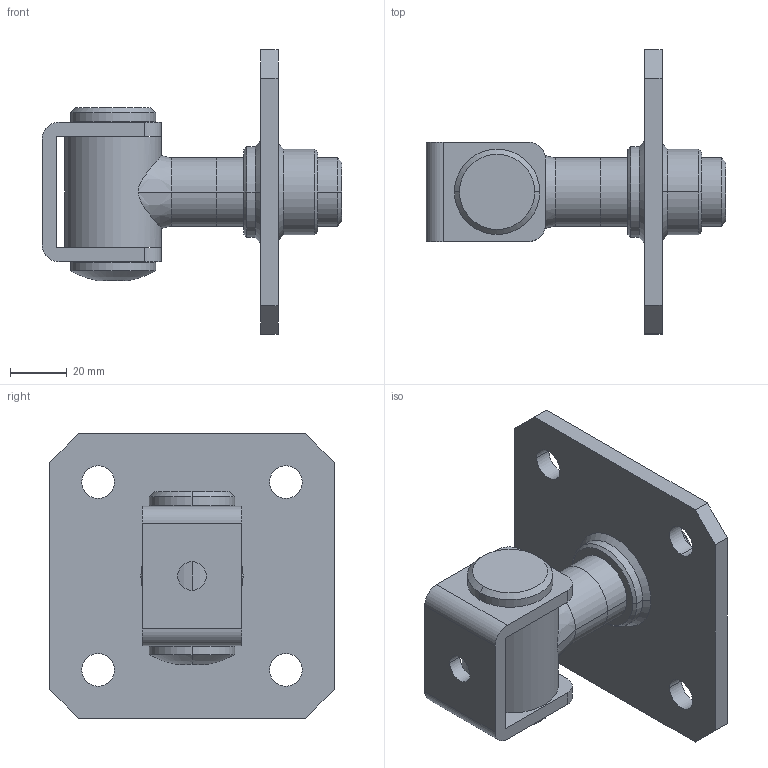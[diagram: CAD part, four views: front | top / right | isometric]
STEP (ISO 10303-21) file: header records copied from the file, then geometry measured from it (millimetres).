
FILE_DESCRIPTION((''),'2;1');
FILE_NAME('585','2022-02-04T12:07:58',('Gogel'),('Gerresheimer Regensburg GmbH'),'CREO PARAMETRIC BY PTC INC, 2018420','CREO PARAMETRIC BY PTC INC, 2018420','');
FILE_SCHEMA(('CONFIG_CONTROL_DESIGN'));
Length unit declared in the file: millimetre
Products named in the file (1): 585
Bounding box: 105.5 x 100 x 100 mm (x, y, z)
Volume: 151034.6 mm3; surface area: 54734.7 mm2
Topology: 4 solids, 5 shells, 95 faces, 236 edges, 165 vertices
Faces by surface type: cylinder 42, plane 37, cone 14, sphere 2
Entity records: 2984 total; most frequent: CARTESIAN_POINT 557, DIRECTION 538, ORIENTED_EDGE 450, EDGE_CURVE 227, AXIS2_PLACEMENT_3D 206, VERTEX_POINT 146, VECTOR 126, LINE 126
